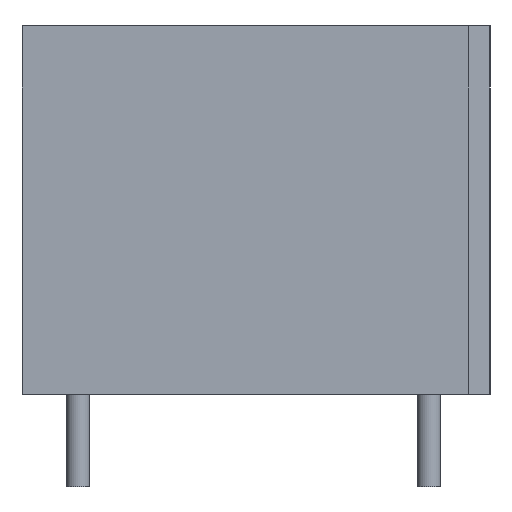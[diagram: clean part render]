
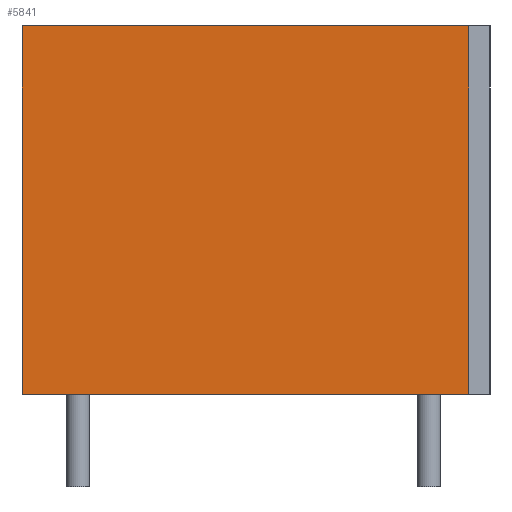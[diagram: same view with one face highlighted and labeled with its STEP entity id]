
A CAD part, left-side view. The second image highlights one B-rep face of the part: STEP entity #5841.
In plain terms, the highlighted planar face has unit normal (-1, 0, 0).
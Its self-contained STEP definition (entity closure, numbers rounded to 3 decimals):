
#5502 = EDGE_CURVE('',#5503,#5505,#5507,.T.);
#5503 = VERTEX_POINT('',#5504);
#5504 = CARTESIAN_POINT('',(-12.7,5.08,0.));
#5505 = VERTEX_POINT('',#5506);
#5506 = CARTESIAN_POINT('',(-12.7,5.08,8.));
#5507 = SURFACE_CURVE('',#5508,(#5512,#5524),.PCURVE_S1.);
#5508 = LINE('',#5509,#5510);
#5509 = CARTESIAN_POINT('',(-12.7,5.08,0.));
#5510 = VECTOR('',#5511,1.);
#5511 = DIRECTION('',(0.,0.,1.));
#5512 = PCURVE('',#5513,#5518);
#5513 = PLANE('',#5514);
#5514 = AXIS2_PLACEMENT_3D('',#5515,#5516,#5517);
#5515 = CARTESIAN_POINT('',(-12.7,5.08,0.));
#5516 = DIRECTION('',(0.,1.,0.));
#5517 = DIRECTION('',(1.,0.,0.));
#5518 = DEFINITIONAL_REPRESENTATION('',(#5519),#5523);
#5519 = LINE('',#5520,#5521);
#5520 = CARTESIAN_POINT('',(0.,0.));
#5521 = VECTOR('',#5522,1.);
#5522 = DIRECTION('',(0.,-1.));
#5523 = ( GEOMETRIC_REPRESENTATION_CONTEXT(2) 
PARAMETRIC_REPRESENTATION_CONTEXT() REPRESENTATION_CONTEXT('2D SPACE',''
  ) );
#5524 = PCURVE('',#5525,#5530);
#5525 = PLANE('',#5526);
#5526 = AXIS2_PLACEMENT_3D('',#5527,#5528,#5529);
#5527 = CARTESIAN_POINT('',(-12.7,5.08,0.));
#5528 = DIRECTION('',(1.,0.,0.));
#5529 = DIRECTION('',(0.,-1.,0.));
#5530 = DEFINITIONAL_REPRESENTATION('',(#5531),#5535);
#5531 = LINE('',#5532,#5533);
#5532 = CARTESIAN_POINT('',(0.,0.));
#5533 = VECTOR('',#5534,1.);
#5534 = DIRECTION('',(0.,-1.));
#5535 = ( GEOMETRIC_REPRESENTATION_CONTEXT(2) 
PARAMETRIC_REPRESENTATION_CONTEXT() REPRESENTATION_CONTEXT('2D SPACE',''
  ) );
#5553 = PLANE('',#5554);
#5554 = AXIS2_PLACEMENT_3D('',#5555,#5556,#5557);
#5555 = CARTESIAN_POINT('',(-12.7,5.08,8.));
#5556 = DIRECTION('',(0.,0.,1.));
#5557 = DIRECTION('',(1.,0.,0.));
#5607 = PLANE('',#5608);
#5608 = AXIS2_PLACEMENT_3D('',#5609,#5610,#5611);
#5609 = CARTESIAN_POINT('',(-12.7,5.08,0.));
#5610 = DIRECTION('',(0.,0.,1.));
#5611 = DIRECTION('',(1.,0.,0.));
#5716 = PLANE('',#5717);
#5717 = AXIS2_PLACEMENT_3D('',#5718,#5719,#5720);
#5718 = CARTESIAN_POINT('',(-12.7,-4.62,0.));
#5719 = DIRECTION('',(0.707,0.707,0.));
#5720 = DIRECTION('',(0.707,-0.707,0.));
#5774 = EDGE_CURVE('',#5775,#5777,#5779,.T.);
#5775 = VERTEX_POINT('',#5776);
#5776 = CARTESIAN_POINT('',(-12.7,-4.62,0.));
#5777 = VERTEX_POINT('',#5778);
#5778 = CARTESIAN_POINT('',(-12.7,-4.62,8.));
#5779 = SURFACE_CURVE('',#5780,(#5784,#5791),.PCURVE_S1.);
#5780 = LINE('',#5781,#5782);
#5781 = CARTESIAN_POINT('',(-12.7,-4.62,0.));
#5782 = VECTOR('',#5783,1.);
#5783 = DIRECTION('',(0.,0.,1.));
#5784 = PCURVE('',#5716,#5785);
#5785 = DEFINITIONAL_REPRESENTATION('',(#5786),#5790);
#5786 = LINE('',#5787,#5788);
#5787 = CARTESIAN_POINT('',(0.,0.));
#5788 = VECTOR('',#5789,1.);
#5789 = DIRECTION('',(0.,-1.));
#5790 = ( GEOMETRIC_REPRESENTATION_CONTEXT(2) 
PARAMETRIC_REPRESENTATION_CONTEXT() REPRESENTATION_CONTEXT('2D SPACE',''
  ) );
#5791 = PCURVE('',#5525,#5792);
#5792 = DEFINITIONAL_REPRESENTATION('',(#5793),#5797);
#5793 = LINE('',#5794,#5795);
#5794 = CARTESIAN_POINT('',(9.7,0.));
#5795 = VECTOR('',#5796,1.);
#5796 = DIRECTION('',(0.,-1.));
#5797 = ( GEOMETRIC_REPRESENTATION_CONTEXT(2) 
PARAMETRIC_REPRESENTATION_CONTEXT() REPRESENTATION_CONTEXT('2D SPACE',''
  ) );
#5841 = ADVANCED_FACE('',(#5842),#5525,.F.);
#5842 = FACE_BOUND('',#5843,.F.);
#5843 = EDGE_LOOP('',(#5844,#5845,#5866,#5867));
#5844 = ORIENTED_EDGE('',*,*,#5502,.T.);
#5845 = ORIENTED_EDGE('',*,*,#5846,.T.);
#5846 = EDGE_CURVE('',#5505,#5777,#5847,.T.);
#5847 = SURFACE_CURVE('',#5848,(#5852,#5859),.PCURVE_S1.);
#5848 = LINE('',#5849,#5850);
#5849 = CARTESIAN_POINT('',(-12.7,5.08,8.));
#5850 = VECTOR('',#5851,1.);
#5851 = DIRECTION('',(0.,-1.,0.));
#5852 = PCURVE('',#5525,#5853);
#5853 = DEFINITIONAL_REPRESENTATION('',(#5854),#5858);
#5854 = LINE('',#5855,#5856);
#5855 = CARTESIAN_POINT('',(0.,-8.));
#5856 = VECTOR('',#5857,1.);
#5857 = DIRECTION('',(1.,0.));
#5858 = ( GEOMETRIC_REPRESENTATION_CONTEXT(2) 
PARAMETRIC_REPRESENTATION_CONTEXT() REPRESENTATION_CONTEXT('2D SPACE',''
  ) );
#5859 = PCURVE('',#5553,#5860);
#5860 = DEFINITIONAL_REPRESENTATION('',(#5861),#5865);
#5861 = LINE('',#5862,#5863);
#5862 = CARTESIAN_POINT('',(0.,0.));
#5863 = VECTOR('',#5864,1.);
#5864 = DIRECTION('',(0.,-1.));
#5865 = ( GEOMETRIC_REPRESENTATION_CONTEXT(2) 
PARAMETRIC_REPRESENTATION_CONTEXT() REPRESENTATION_CONTEXT('2D SPACE',''
  ) );
#5866 = ORIENTED_EDGE('',*,*,#5774,.F.);
#5867 = ORIENTED_EDGE('',*,*,#5868,.F.);
#5868 = EDGE_CURVE('',#5503,#5775,#5869,.T.);
#5869 = SURFACE_CURVE('',#5870,(#5874,#5881),.PCURVE_S1.);
#5870 = LINE('',#5871,#5872);
#5871 = CARTESIAN_POINT('',(-12.7,5.08,0.));
#5872 = VECTOR('',#5873,1.);
#5873 = DIRECTION('',(0.,-1.,0.));
#5874 = PCURVE('',#5525,#5875);
#5875 = DEFINITIONAL_REPRESENTATION('',(#5876),#5880);
#5876 = LINE('',#5877,#5878);
#5877 = CARTESIAN_POINT('',(0.,0.));
#5878 = VECTOR('',#5879,1.);
#5879 = DIRECTION('',(1.,0.));
#5880 = ( GEOMETRIC_REPRESENTATION_CONTEXT(2) 
PARAMETRIC_REPRESENTATION_CONTEXT() REPRESENTATION_CONTEXT('2D SPACE',''
  ) );
#5881 = PCURVE('',#5607,#5882);
#5882 = DEFINITIONAL_REPRESENTATION('',(#5883),#5887);
#5883 = LINE('',#5884,#5885);
#5884 = CARTESIAN_POINT('',(0.,0.));
#5885 = VECTOR('',#5886,1.);
#5886 = DIRECTION('',(0.,-1.));
#5887 = ( GEOMETRIC_REPRESENTATION_CONTEXT(2) 
PARAMETRIC_REPRESENTATION_CONTEXT() REPRESENTATION_CONTEXT('2D SPACE',''
  ) );
